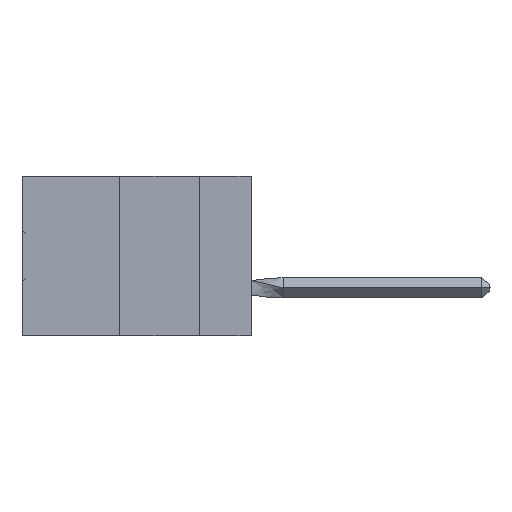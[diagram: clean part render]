
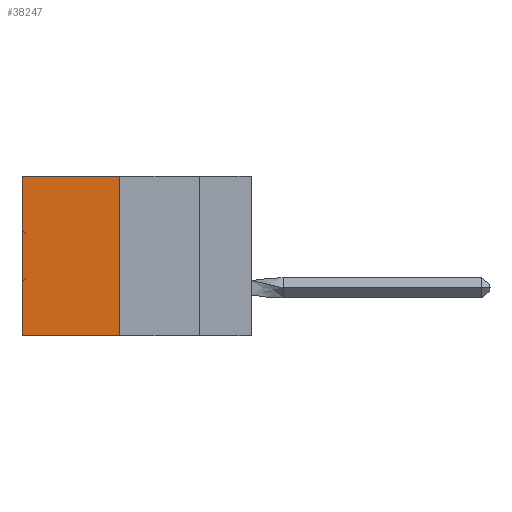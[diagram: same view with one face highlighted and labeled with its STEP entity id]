
A CAD part, left-side view. The second image highlights one B-rep face of the part: STEP entity #38247.
In plain terms, the highlighted planar face has unit normal (-1, 0, 0).
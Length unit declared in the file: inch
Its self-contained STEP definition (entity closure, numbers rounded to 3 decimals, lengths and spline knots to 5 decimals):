
#3148 = DIRECTION ( 'NONE',  ( 0., 0., -1. ) ) ;
#6833 = EDGE_LOOP ( 'NONE', ( #28860, #38950, #40772, #53819 ) ) ;
#7150 = CARTESIAN_POINT ( 'NONE',  ( 0.305, 0.72, -0.5 ) ) ;
#8138 = DIRECTION ( 'NONE',  ( 0., 1., 0. ) ) ;
#14414 = EDGE_CURVE ( 'NONE', #50629, #21933, #54483, .T. ) ;
#15670 = VERTEX_POINT ( 'NONE', #46268 ) ;
#19362 = CARTESIAN_POINT ( 'NONE',  ( 0.305, 0.72, 0. ) ) ;
#21933 = VERTEX_POINT ( 'NONE', #37880 ) ;
#23810 = VECTOR ( 'NONE', #39756, 39.37008 ) ;
#24413 = CARTESIAN_POINT ( 'NONE',  ( 0.305, 0.413, 0. ) ) ;
#25725 = VECTOR ( 'NONE', #43697, 39.37008 ) ;
#28860 = ORIENTED_EDGE ( 'NONE', *, *, #14414, .T. ) ;
#30677 = DIRECTION ( 'NONE',  ( 1., 0., 0. ) ) ;
#30843 = VECTOR ( 'NONE', #59115, 39.37008 ) ;
#33055 = LINE ( 'NONE', #49748, #51082 ) ;
#35149 = VERTEX_POINT ( 'NONE', #24413 ) ;
#35151 = CARTESIAN_POINT ( 'NONE',  ( 0.305, 0.413, -0.5 ) ) ;
#37880 = CARTESIAN_POINT ( 'NONE',  ( 0.305, 0.72, -0.5 ) ) ;
#38077 = LINE ( 'NONE', #54468, #30843 ) ;
#38247 = ADVANCED_FACE ( 'NONE', ( #54440 ), #53172, .F. ) ;
#38950 = ORIENTED_EDGE ( 'NONE', *, *, #40144, .F. ) ;
#39756 = DIRECTION ( 'NONE',  ( 0., 0., -1. ) ) ;
#40144 = EDGE_CURVE ( 'NONE', #15670, #21933, #38077, .T. ) ;
#40772 = ORIENTED_EDGE ( 'NONE', *, *, #57140, .F. ) ;
#42487 = AXIS2_PLACEMENT_3D ( 'NONE', #58246, #30677, #3148 ) ;
#43697 = DIRECTION ( 'NONE',  ( 0., 0., -1. ) ) ;
#46268 = CARTESIAN_POINT ( 'NONE',  ( 0.305, 0.413, -0.5 ) ) ;
#49748 = CARTESIAN_POINT ( 'NONE',  ( 0.305, 0.413, 0. ) ) ;
#50629 = VERTEX_POINT ( 'NONE', #19362 ) ;
#51082 = VECTOR ( 'NONE', #8138, 39.37008 ) ;
#51592 = EDGE_CURVE ( 'NONE', #35149, #50629, #33055, .T. ) ;
#53172 = PLANE ( 'NONE',  #42487 ) ;
#53819 = ORIENTED_EDGE ( 'NONE', *, *, #51592, .T. ) ;
#54440 = FACE_OUTER_BOUND ( 'NONE', #6833, .T. ) ;
#54468 = CARTESIAN_POINT ( 'NONE',  ( 0.305, 0.413, -0.5 ) ) ;
#54483 = LINE ( 'NONE', #7150, #25725 ) ;
#54703 = LINE ( 'NONE', #35151, #23810 ) ;
#57140 = EDGE_CURVE ( 'NONE', #35149, #15670, #54703, .T. ) ;
#58246 = CARTESIAN_POINT ( 'NONE',  ( 0.305, 0.413, -0.5 ) ) ;
#59115 = DIRECTION ( 'NONE',  ( 0., 1., 0. ) ) ;
